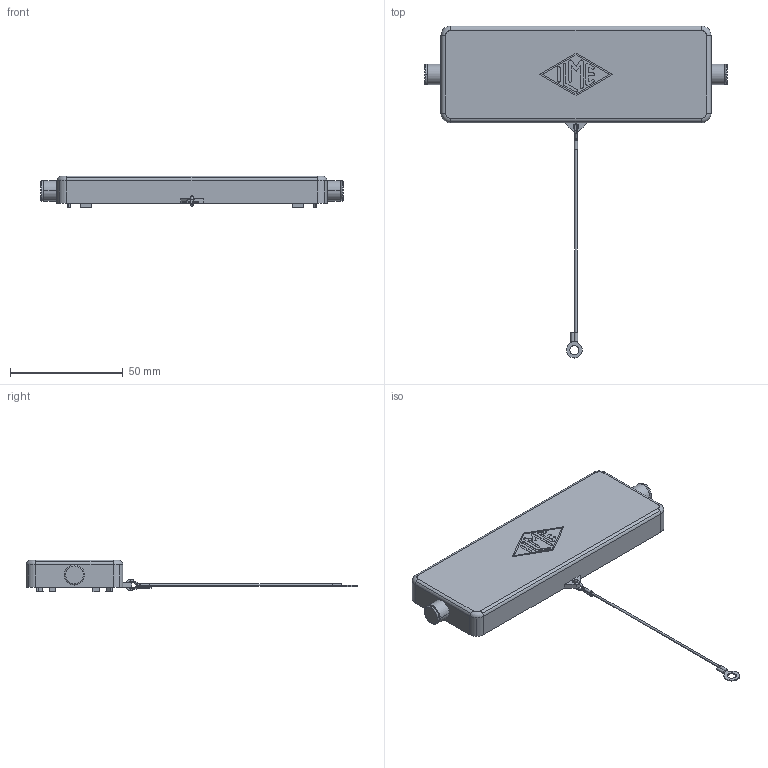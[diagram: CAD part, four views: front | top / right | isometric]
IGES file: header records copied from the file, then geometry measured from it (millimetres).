
Global section: file name: No Iges File Name specified; native system: AutoDesk Inventor R6.1; preprocessor: AutoDesk Inventor Iges Exporter R6.1; author: No Author specified; organization: No Organization specified; date: 20061213.103248; units: millimetre
Bounding box: 134.5 x 147.49 x 14 mm (x, y, z)
Volume: 29150.5 mm3; surface area: 18087.8 mm2
Topology: 2 solids, 2 shells, 230 faces, 597 edges, 388 vertices
Faces by surface type: plane 95, cylinder 51, bspline 42, revolution 24, torus 18
